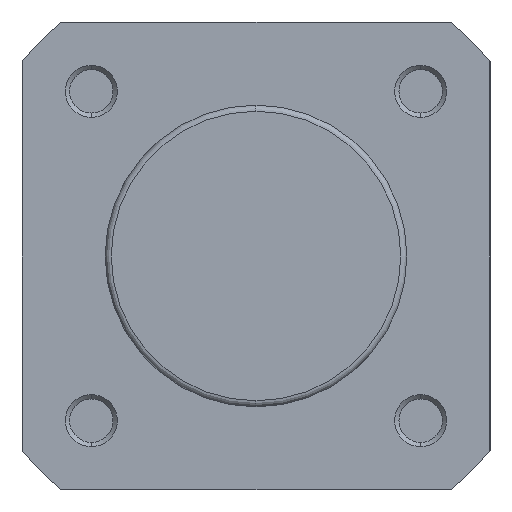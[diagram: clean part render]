
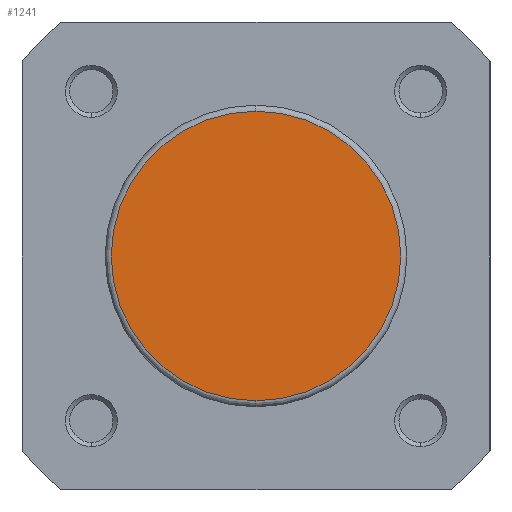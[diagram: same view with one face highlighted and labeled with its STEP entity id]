
A CAD part, left-side view. The second image highlights one B-rep face of the part: STEP entity #1241.
In plain terms, the highlighted planar face has unit normal (-1, 0, 0).
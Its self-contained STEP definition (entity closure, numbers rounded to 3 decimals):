
#351 = VERTEX_POINT ( 'NONE', #3340 ) ;
#400 = VERTEX_POINT ( 'NONE', #3389 ) ;
#776 = ORIENTED_EDGE ( 'NONE', *, *, #1482, .T. ) ;
#779 = ORIENTED_EDGE ( 'NONE', *, *, #2788, .T. ) ;
#1084 = CIRCLE ( 'NONE', #3234, 16.7 ) ;
#1241 = ADVANCED_FACE ( 'NONE', ( #1868 ), #3556, .T. ) ;
#1482 = EDGE_CURVE ( 'NONE', #400, #351, #2339, .T. ) ;
#1868 = FACE_OUTER_BOUND ( 'NONE', #5468, .T. ) ;
#2339 = CIRCLE ( 'NONE', #3080, 16.7 ) ;
#2788 = EDGE_CURVE ( 'NONE', #351, #400, #1084, .T. ) ;
#2841 = AXIS2_PLACEMENT_3D ( 'NONE', #3555, #3558, #3559 ) ;
#3080 = AXIS2_PLACEMENT_3D ( 'NONE', #4336, #4337, #4338 ) ;
#3234 = AXIS2_PLACEMENT_3D ( 'NONE', #5176, #5177, #5178 ) ;
#3340 = CARTESIAN_POINT ( 'NONE',  ( 0., 0., 16.7 ) ) ;
#3389 = CARTESIAN_POINT ( 'NONE',  ( 0., 0., -16.7 ) ) ;
#3555 = CARTESIAN_POINT ( 'NONE',  ( 0., -17.4, 0. ) ) ;
#3556 = PLANE ( 'NONE',  #2841 ) ;
#3558 = DIRECTION ( 'NONE',  ( -1., 0., 0. ) ) ;
#3559 = DIRECTION ( 'NONE',  ( 0., 0., 1. ) ) ;
#4336 = CARTESIAN_POINT ( 'NONE',  ( 0., 0., 0. ) ) ;
#4337 = DIRECTION ( 'NONE',  ( -1., 0., 0. ) ) ;
#4338 = DIRECTION ( 'NONE',  ( 0., 0., 1. ) ) ;
#5176 = CARTESIAN_POINT ( 'NONE',  ( 0., 0., 0. ) ) ;
#5177 = DIRECTION ( 'NONE',  ( -1., 0., 0. ) ) ;
#5178 = DIRECTION ( 'NONE',  ( 0., 0., 1. ) ) ;
#5468 = EDGE_LOOP ( 'NONE', ( #779, #776 ) ) ;
